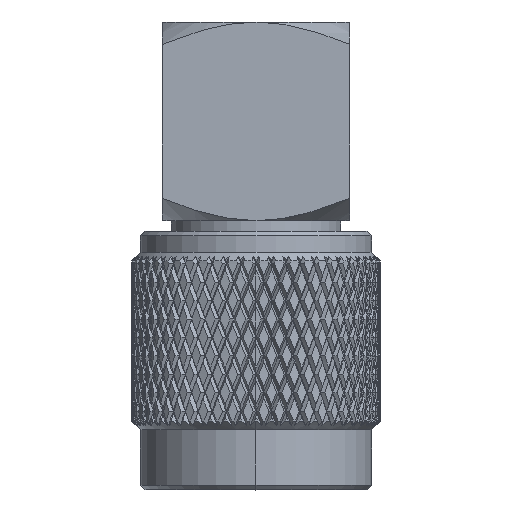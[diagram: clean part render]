
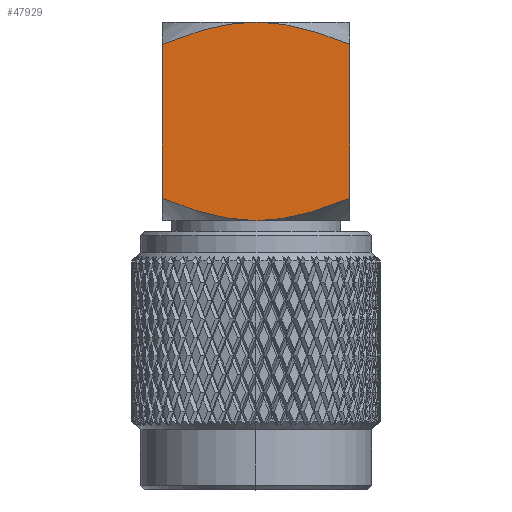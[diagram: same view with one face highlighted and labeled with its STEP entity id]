
A CAD part, top view. The second image highlights one B-rep face of the part: STEP entity #47929.
In plain terms, the highlighted face is planar.
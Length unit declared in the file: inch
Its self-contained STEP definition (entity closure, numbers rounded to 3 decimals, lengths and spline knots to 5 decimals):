
#1854 = CARTESIAN_POINT ( 'NONE',  ( -0.215, -0.22835, 0. ) ) ;
#2246 = EDGE_CURVE ( 'NONE', #46498, #57050, #6040, .T. ) ;
#3758 = ORIENTED_EDGE ( 'NONE', *, *, #87239, .T. ) ;
#4013 = VECTOR ( 'NONE', #86203, 39.37008 ) ;
#6040 = B_SPLINE_CURVE_WITH_KNOTS ( 'NONE', 3,
 ( #80755, #45068, #97784, #19026, #28068, #38799, #20146, #64868 ),
 .UNSPECIFIED., .F., .F.,
 ( 4, 2, 2, 4 ),
 ( 0.01418, 0.0156, 0.01701, 0.01983 ),
 .UNSPECIFIED. ) ;
#10083 = VECTOR ( 'NONE', #102252, 39.37008 ) ;
#18294 = ORIENTED_EDGE ( 'NONE', *, *, #21271, .F. ) ;
#18479 = CARTESIAN_POINT ( 'NONE',  ( -0.215, 0.22835, 0. ) ) ;
#19026 = CARTESIAN_POINT ( 'NONE',  ( -0.215, -0.2029, 0.14522 ) ) ;
#19417 = CARTESIAN_POINT ( 'NONE',  ( -0.215, -0.22835, -0.01849 ) ) ;
#19596 = CARTESIAN_POINT ( 'NONE',  ( -0.215, 0.20848, 0.12741 ) ) ;
#19972 = CARTESIAN_POINT ( 'NONE',  ( -0.215, -0.22162, -0.07391 ) ) ;
#20146 = CARTESIAN_POINT ( 'NONE',  ( -0.215, -0.22835, 0.0373 ) ) ;
#21271 = EDGE_CURVE ( 'NONE', #37169, #43506, #79446, .T. ) ;
#21488 = EDGE_CURVE ( 'NONE', #43506, #46498, #76139, .T. ) ;
#23594 = CARTESIAN_POINT ( 'NONE',  ( -0.215, 0.22162, -0.07391 ) ) ;
#23884 = AXIS2_PLACEMENT_3D ( 'NONE', #53156, #68531, #26550 ) ;
#25338 = CARTESIAN_POINT ( 'NONE',  ( -0.215, -0.22835, 0. ) ) ;
#26102 = LINE ( 'NONE', #84523, #4013 ) ;
#26550 = DIRECTION ( 'NONE',  ( 0., 0., -1. ) ) ;
#27480 = CARTESIAN_POINT ( 'NONE',  ( -0.215, 0.22256, 0.07369 ) ) ;
#27882 = CARTESIAN_POINT ( 'NONE',  ( -0.215, -0.17693, -0.215 ) ) ;
#28068 = CARTESIAN_POINT ( 'NONE',  ( -0.215, -0.20848, 0.12741 ) ) ;
#32116 = CARTESIAN_POINT ( 'NONE',  ( -0.215, 0.2037, -0.14559 ) ) ;
#33221 = CARTESIAN_POINT ( 'NONE',  ( -0.215, 0.22835, 0. ) ) ;
#34346 = CARTESIAN_POINT ( 'NONE',  ( -0.215, 0.22835, -0.01849 ) ) ;
#35486 = EDGE_CURVE ( 'NONE', #95713, #37169, #66974, .T. ) ;
#35635 = FACE_OUTER_BOUND ( 'NONE', #95075, .T. ) ;
#35995 = CARTESIAN_POINT ( 'NONE',  ( -0.215, 0.22835, 0.0373 ) ) ;
#37169 = VERTEX_POINT ( 'NONE', #18479 ) ;
#38799 = CARTESIAN_POINT ( 'NONE',  ( -0.215, -0.22256, 0.07369 ) ) ;
#39258 = ORIENTED_EDGE ( 'NONE', *, *, #21488, .F. ) ;
#41739 = CARTESIAN_POINT ( 'NONE',  ( -0.215, 0.19094, -0.18067 ) ) ;
#41883 = CARTESIAN_POINT ( 'NONE',  ( -0.215, 0.17693, 0.215 ) ) ;
#43506 = VERTEX_POINT ( 'NONE', #41883 ) ;
#45068 = CARTESIAN_POINT ( 'NONE',  ( -0.215, -0.18395, 0.19781 ) ) ;
#46020 = CARTESIAN_POINT ( 'NONE',  ( -0.215, -0.19094, -0.18067 ) ) ;
#46232 = B_SPLINE_CURVE_WITH_KNOTS ( 'NONE', 3,
 ( #1854, #19417, #63005, #19972, #96474, #63570, #46020, #27882 ),
 .UNSPECIFIED., .F., .F.,
 ( 4, 2, 2, 4 ),
 ( 0.01983, 0.02123, 0.02262, 0.02542 ),
 .UNSPECIFIED. ) ;
#46498 = VERTEX_POINT ( 'NONE', #46754 ) ;
#46754 = CARTESIAN_POINT ( 'NONE',  ( -0.215, -0.17693, 0.215 ) ) ;
#47929 = ADVANCED_FACE ( 'NONE', ( #35635 ), #111686, .F. ) ;
#53156 = CARTESIAN_POINT ( 'NONE',  ( -0.215, -0.22835, 0.215 ) ) ;
#57050 = VERTEX_POINT ( 'NONE', #25338 ) ;
#59821 = CARTESIAN_POINT ( 'NONE',  ( -0.215, 0.17693, -0.215 ) ) ;
#63005 = CARTESIAN_POINT ( 'NONE',  ( -0.215, -0.22691, -0.03725 ) ) ;
#63179 = CARTESIAN_POINT ( 'NONE',  ( -0.215, 0.19062, 0.18046 ) ) ;
#63570 = CARTESIAN_POINT ( 'NONE',  ( -0.215, -0.2037, -0.14559 ) ) ;
#64868 = CARTESIAN_POINT ( 'NONE',  ( -0.215, -0.22835, 0. ) ) ;
#66974 = B_SPLINE_CURVE_WITH_KNOTS ( 'NONE', 3,
 ( #59821, #41739, #32116, #110945, #23594, #83663, #34346, #33221 ),
 .UNSPECIFIED., .F., .F.,
 ( 4, 2, 2, 4 ),
 ( 0.00608, 0.0089, 0.01031, 0.01173 ),
 .UNSPECIFIED. ) ;
#67639 = CARTESIAN_POINT ( 'NONE',  ( -0.215, -0.22835, 0.215 ) ) ;
#68531 = DIRECTION ( 'NONE',  ( 1., 0., 0. ) ) ;
#71714 = CARTESIAN_POINT ( 'NONE',  ( -0.215, 0.22835, 0. ) ) ;
#76139 = LINE ( 'NONE', #67639, #10083 ) ;
#77068 = CARTESIAN_POINT ( 'NONE',  ( -0.215, -0.17693, -0.215 ) ) ;
#79446 = B_SPLINE_CURVE_WITH_KNOTS ( 'NONE', 3,
 ( #71714, #35995, #27480, #19596, #79602, #63179, #105199, #104636 ),
 .UNSPECIFIED., .F., .F.,
 ( 4, 2, 2, 4 ),
 ( 0.01173, 0.01457, 0.016, 0.01742 ),
 .UNSPECIFIED. ) ;
#79602 = CARTESIAN_POINT ( 'NONE',  ( -0.215, 0.2029, 0.14522 ) ) ;
#80755 = CARTESIAN_POINT ( 'NONE',  ( -0.215, -0.17693, 0.215 ) ) ;
#83663 = CARTESIAN_POINT ( 'NONE',  ( -0.215, 0.22691, -0.03725 ) ) ;
#84523 = CARTESIAN_POINT ( 'NONE',  ( -0.215, -0.22835, -0.215 ) ) ;
#86203 = DIRECTION ( 'NONE',  ( 0., -1., 0. ) ) ;
#86397 = ORIENTED_EDGE ( 'NONE', *, *, #109078, .F. ) ;
#87239 = EDGE_CURVE ( 'NONE', #95713, #107434, #26102, .T. ) ;
#91707 = CARTESIAN_POINT ( 'NONE',  ( -0.215, 0.17693, -0.215 ) ) ;
#95075 = EDGE_LOOP ( 'NONE', ( #109632, #39258, #18294, #103747, #3758, #86397 ) ) ;
#95713 = VERTEX_POINT ( 'NONE', #91707 ) ;
#96474 = CARTESIAN_POINT ( 'NONE',  ( -0.215, -0.21778, -0.09197 ) ) ;
#97784 = CARTESIAN_POINT ( 'NONE',  ( -0.215, -0.19062, 0.18046 ) ) ;
#102252 = DIRECTION ( 'NONE',  ( 0., -1., 0. ) ) ;
#103747 = ORIENTED_EDGE ( 'NONE', *, *, #35486, .F. ) ;
#104636 = CARTESIAN_POINT ( 'NONE',  ( -0.215, 0.17693, 0.215 ) ) ;
#105199 = CARTESIAN_POINT ( 'NONE',  ( -0.215, 0.18395, 0.19781 ) ) ;
#107434 = VERTEX_POINT ( 'NONE', #77068 ) ;
#109078 = EDGE_CURVE ( 'NONE', #57050, #107434, #46232, .T. ) ;
#109632 = ORIENTED_EDGE ( 'NONE', *, *, #2246, .F. ) ;
#110945 = CARTESIAN_POINT ( 'NONE',  ( -0.215, 0.21778, -0.09197 ) ) ;
#111686 = PLANE ( 'NONE',  #23884 ) ;
